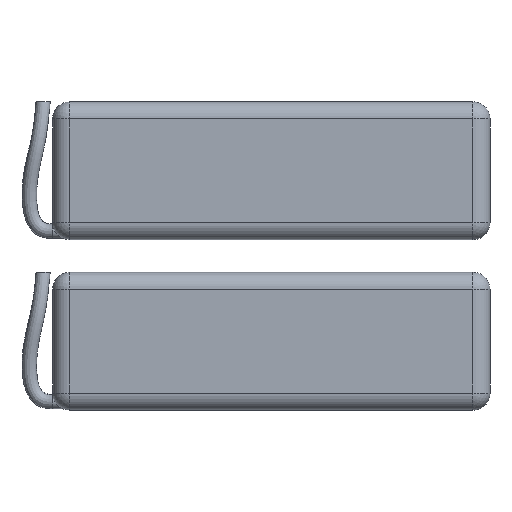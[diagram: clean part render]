
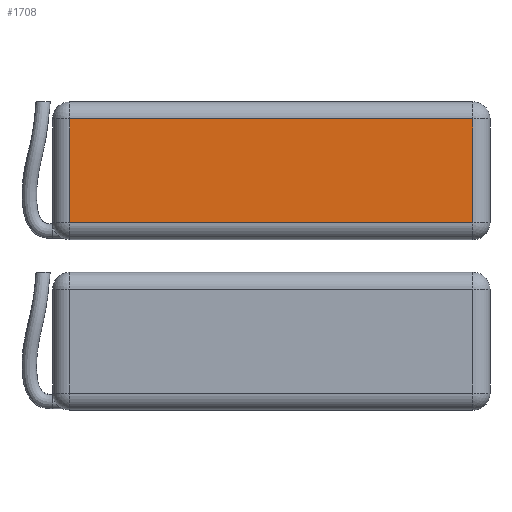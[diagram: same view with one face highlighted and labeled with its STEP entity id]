
A CAD part, left-side view. The second image highlights one B-rep face of the part: STEP entity #1708.
In plain terms, the highlighted planar face has unit normal (-1, 0, 0).
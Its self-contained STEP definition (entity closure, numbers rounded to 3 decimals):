
#80=PLANE('',#1913);
#148=FACE_OUTER_BOUND('',#276,.T.);
#276=EDGE_LOOP('',(#1281,#1282,#1283,#1284));
#369=LINE('',#4791,#473);
#372=LINE('',#4809,#476);
#376=LINE('',#4822,#480);
#378=LINE('',#4825,#482);
#473=VECTOR('',#2238,10.);
#476=VECTOR('',#2259,10.);
#480=VECTOR('',#2275,10.);
#482=VECTOR('',#2279,10.);
#751=VERTEX_POINT('',#4772);
#754=VERTEX_POINT('',#4782);
#759=VERTEX_POINT('',#4801);
#764=VERTEX_POINT('',#4817);
#912=EDGE_CURVE('',#751,#754,#369,.T.);
#921=EDGE_CURVE('',#759,#751,#372,.T.);
#928=EDGE_CURVE('',#754,#764,#376,.T.);
#930=EDGE_CURVE('',#764,#759,#378,.T.);
#1281=ORIENTED_EDGE('',*,*,#912,.F.);
#1282=ORIENTED_EDGE('',*,*,#921,.F.);
#1283=ORIENTED_EDGE('',*,*,#930,.F.);
#1284=ORIENTED_EDGE('',*,*,#928,.F.);
#1708=ADVANCED_FACE('',(#148),#80,.F.);
#1913=AXIS2_PLACEMENT_3D('',#4844,#2306,#2307);
#2238=DIRECTION('',(0.,1.,0.));
#2259=DIRECTION('',(0.,0.,-1.));
#2275=DIRECTION('',(0.,0.,1.));
#2279=DIRECTION('',(0.,-1.,0.));
#2306=DIRECTION('center_axis',(1.,0.,0.));
#2307=DIRECTION('ref_axis',(0.,-1.,0.));
#4772=CARTESIAN_POINT('',(1.5,9.,-44.));
#4782=CARTESIAN_POINT('',(1.5,151.,-44.));
#4791=CARTESIAN_POINT('',(1.5,80.,-44.));
#4801=CARTESIAN_POINT('',(1.5,9.,-7.5));
#4809=CARTESIAN_POINT('',(1.5,9.,-25.75));
#4817=CARTESIAN_POINT('',(1.5,151.,-7.5));
#4822=CARTESIAN_POINT('',(1.5,151.,-25.75));
#4825=CARTESIAN_POINT('',(1.5,80.,-7.5));
#4844=CARTESIAN_POINT('Origin',(1.5,80.,-25.75));
